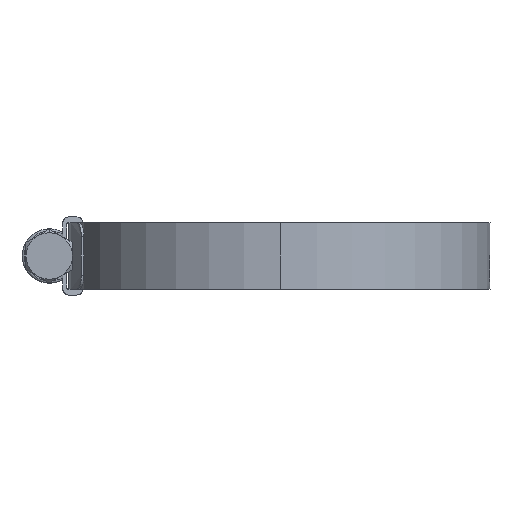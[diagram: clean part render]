
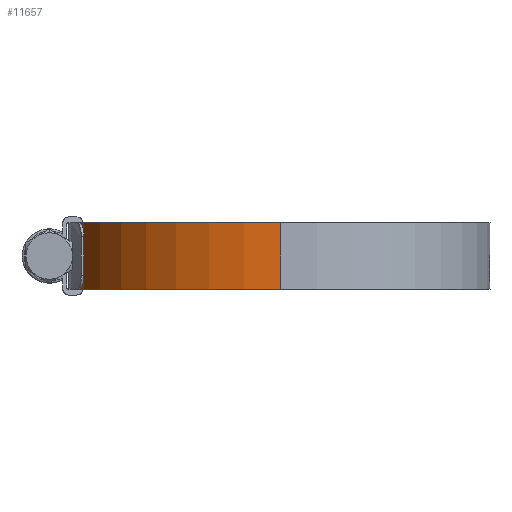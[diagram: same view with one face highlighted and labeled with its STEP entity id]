
A CAD part, left-side view. The second image highlights one B-rep face of the part: STEP entity #11657.
In plain terms, the highlighted cylindrical face has radius 45.03 mm (diameter 90.06 mm), a partial arc.
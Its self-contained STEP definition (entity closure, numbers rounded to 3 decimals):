
#1159 = VERTEX_POINT ( 'NONE', #2257 ) ;
#1458 = FACE_OUTER_BOUND ( 'NONE', #8679, .T. ) ;
#1840 = DIRECTION ( 'NONE',  ( 1., 0., 0. ) ) ;
#1982 = VECTOR ( 'NONE', #10477, 1000. ) ;
#2257 = CARTESIAN_POINT ( 'NONE',  ( -45.03, 0., 7.135 ) ) ;
#2521 = VERTEX_POINT ( 'NONE', #6218 ) ;
#2670 = LINE ( 'NONE', #4087, #1982 ) ;
#2689 = VERTEX_POINT ( 'NONE', #5279 ) ;
#2795 = DIRECTION ( 'NONE',  ( 0., 0., -1. ) ) ;
#2835 = VERTEX_POINT ( 'NONE', #3126 ) ;
#3126 = CARTESIAN_POINT ( 'NONE',  ( -45.03, 0., -7.135 ) ) ;
#3318 = CIRCLE ( 'NONE', #12262, 45.03 ) ;
#3655 = ORIENTED_EDGE ( 'NONE', *, *, #3957, .T. ) ;
#3781 = AXIS2_PLACEMENT_3D ( 'NONE', #9039, #12035, #12184 ) ;
#3957 = EDGE_CURVE ( 'NONE', #2689, #2521, #2670, .T. ) ;
#4087 = CARTESIAN_POINT ( 'NONE',  ( 0., 45.03, 7.135 ) ) ;
#4663 = DIRECTION ( 'NONE',  ( -1., 0., 0. ) ) ;
#5178 = CARTESIAN_POINT ( 'NONE',  ( 0., 0., 7.135 ) ) ;
#5279 = CARTESIAN_POINT ( 'NONE',  ( 0., 45.03, 7.135 ) ) ;
#5824 = CYLINDRICAL_SURFACE ( 'NONE', #10456, 45.03 ) ;
#6167 = CARTESIAN_POINT ( 'NONE',  ( -45.03, 0., 7.135 ) ) ;
#6218 = CARTESIAN_POINT ( 'NONE',  ( 0., 45.03, -7.135 ) ) ;
#6328 = CIRCLE ( 'NONE', #3781, 45.03 ) ;
#8092 = CARTESIAN_POINT ( 'NONE',  ( 0., 0., 7.135 ) ) ;
#8393 = EDGE_CURVE ( 'NONE', #2521, #2835, #6328, .T. ) ;
#8679 = EDGE_LOOP ( 'NONE', ( #12494, #10648, #3655, #10894 ) ) ;
#8952 = EDGE_CURVE ( 'NONE', #2689, #1159, #3318, .T. ) ;
#9039 = CARTESIAN_POINT ( 'NONE',  ( 0., 0., -7.135 ) ) ;
#9306 = VECTOR ( 'NONE', #2795, 1000. ) ;
#9907 = EDGE_CURVE ( 'NONE', #1159, #2835, #13753, .T. ) ;
#10250 = DIRECTION ( 'NONE',  ( 0., 0., -1. ) ) ;
#10456 = AXIS2_PLACEMENT_3D ( 'NONE', #8092, #10250, #4663 ) ;
#10477 = DIRECTION ( 'NONE',  ( 0., 0., -1. ) ) ;
#10486 = DIRECTION ( 'NONE',  ( 0., 0., 1. ) ) ;
#10648 = ORIENTED_EDGE ( 'NONE', *, *, #8952, .F. ) ;
#10894 = ORIENTED_EDGE ( 'NONE', *, *, #8393, .T. ) ;
#11657 = ADVANCED_FACE ( 'NONE', ( #1458 ), #5824, .T. ) ;
#12035 = DIRECTION ( 'NONE',  ( 0., 0., 1. ) ) ;
#12184 = DIRECTION ( 'NONE',  ( 1., 0., 0. ) ) ;
#12262 = AXIS2_PLACEMENT_3D ( 'NONE', #5178, #10486, #1840 ) ;
#12494 = ORIENTED_EDGE ( 'NONE', *, *, #9907, .F. ) ;
#13753 = LINE ( 'NONE', #6167, #9306 ) ;
